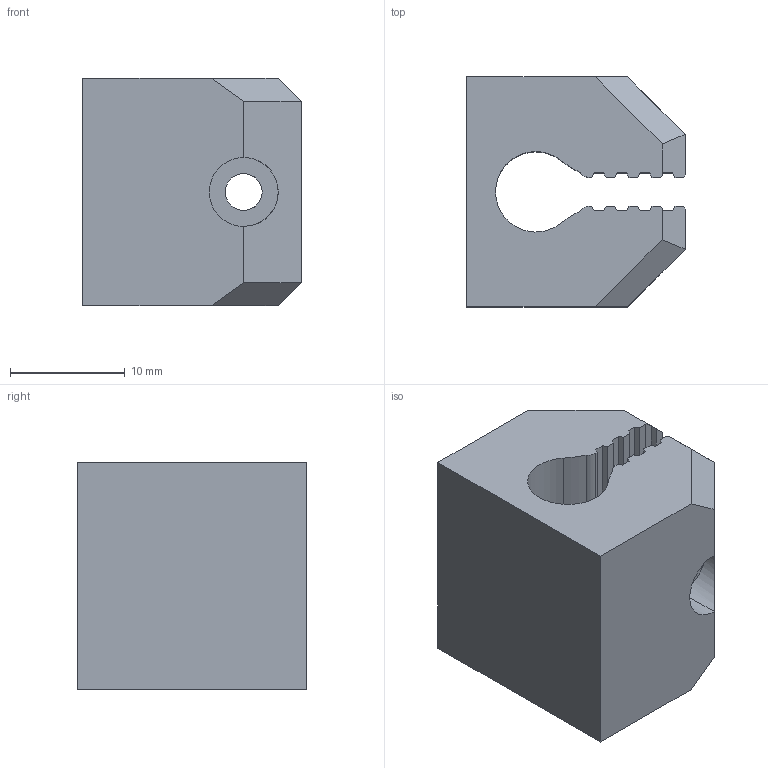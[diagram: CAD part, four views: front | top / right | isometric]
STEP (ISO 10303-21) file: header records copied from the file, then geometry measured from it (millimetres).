
FILE_DESCRIPTION (( 'STEP AP203' ), '1' );
FILE_NAME ('Belt Clamp Plactic X2.STEP', '2014-01-25T12:41:26', ( '' ), ( '' ), 'SwSTEP 2.0', 'SolidWorks 2012', '' );
FILE_SCHEMA (( 'CONFIG_CONTROL_DESIGN' ));
Length unit declared in the file: millimetre
Products named in the file (1): Belt Clamp Plactic X2
Bounding box: 19 x 20 x 19.8 mm (x, y, z)
Volume: 5351.2 mm3; surface area: 2873 mm2
Topology: 1 solids, 1 shells, 83 faces, 241 edges, 158 vertices
Faces by surface type: plane 71, cylinder 12
Entity records: 2787 total; most frequent: CARTESIAN_POINT 534, ORIENTED_EDGE 482, DIRECTION 423, EDGE_CURVE 241, VECTOR 193, LINE 193, VERTEX_POINT 158, AXIS2_PLACEMENT_3D 115
